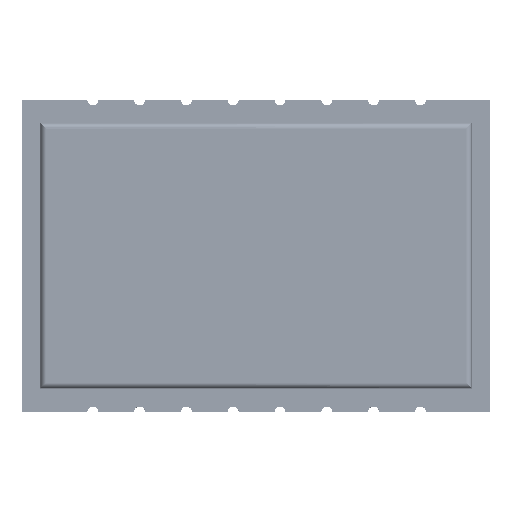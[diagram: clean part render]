
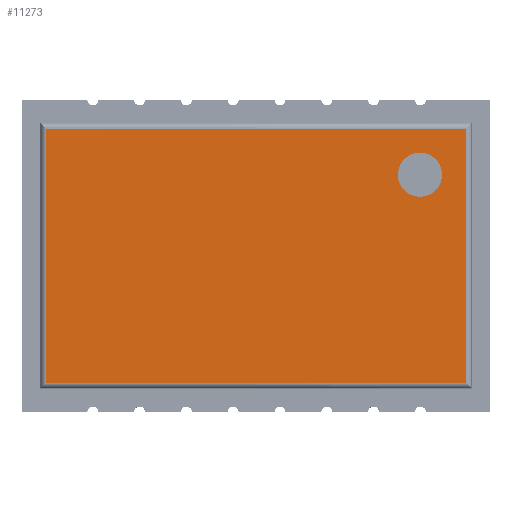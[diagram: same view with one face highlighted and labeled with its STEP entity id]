
A CAD part, top view. The second image highlights one B-rep face of the part: STEP entity #11273.
In plain terms, the highlighted planar face has unit normal (0, 0, 1).
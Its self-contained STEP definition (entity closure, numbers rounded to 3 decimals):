
#1608=CIRCLE('',#34094,0.6);
#3073=LINE('',#84758,#5121);
#3074=LINE('',#84761,#5122);
#3075=LINE('',#84763,#5123);
#3076=LINE('',#84765,#5124);
#5121=VECTOR('',#39672,1.);
#5122=VECTOR('',#39673,1.);
#5123=VECTOR('',#39674,1.);
#5124=VECTOR('',#39675,1.);
#7739=PLANE('',#34096);
#11273=ADVANCED_FACE('',(#13730,#13731),#7739,.T.);
#13730=FACE_BOUND('',#16170,.T.);
#13731=FACE_BOUND('',#16171,.T.);
#16170=EDGE_LOOP('',(#22441,#22442,#22443,#22444));
#16171=EDGE_LOOP('',(#22445));
#22441=ORIENTED_EDGE('',*,*,#30260,.T.);
#22442=ORIENTED_EDGE('',*,*,#30261,.T.);
#22443=ORIENTED_EDGE('',*,*,#30262,.T.);
#22444=ORIENTED_EDGE('',*,*,#30263,.T.);
#22445=ORIENTED_EDGE('',*,*,#30259,.F.);
#26649=VERTEX_POINT('',#84756);
#26650=VERTEX_POINT('',#84759);
#26651=VERTEX_POINT('',#84760);
#26652=VERTEX_POINT('',#84762);
#26653=VERTEX_POINT('',#84764);
#30259=EDGE_CURVE('',#26649,#26649,#1608,.T.);
#30260=EDGE_CURVE('',#26650,#26651,#3073,.T.);
#30261=EDGE_CURVE('',#26651,#26652,#3074,.T.);
#30262=EDGE_CURVE('',#26652,#26653,#3075,.T.);
#30263=EDGE_CURVE('',#26653,#26650,#3076,.T.);
#34094=AXIS2_PLACEMENT_3D('',#84755,#39668,#39669);
#34096=AXIS2_PLACEMENT_3D('',#84766,#39676,#39677);
#39668=DIRECTION('',(0.,0.,1.));
#39669=DIRECTION('',(-1.,0.,0.));
#39672=DIRECTION('',(0.,-1.,0.));
#39673=DIRECTION('',(1.,0.,0.));
#39674=DIRECTION('',(0.,1.,0.));
#39675=DIRECTION('',(-1.,0.,0.));
#39676=DIRECTION('',(0.,0.,1.));
#39677=DIRECTION('',(1.,0.,0.));
#84755=CARTESIAN_POINT('',(4.45,2.2,3.25));
#84756=CARTESIAN_POINT('',(3.85,2.2,3.25));
#84758=CARTESIAN_POINT('',(-5.7,-3.6,3.25));
#84759=CARTESIAN_POINT('',(-5.7,3.45,3.25));
#84760=CARTESIAN_POINT('',(-5.7,-3.45,3.25));
#84761=CARTESIAN_POINT('',(5.85,-3.45,3.25));
#84762=CARTESIAN_POINT('',(5.7,-3.45,3.25));
#84763=CARTESIAN_POINT('',(5.7,3.6,3.25));
#84764=CARTESIAN_POINT('',(5.7,3.45,3.25));
#84765=CARTESIAN_POINT('',(-5.85,3.45,3.25));
#84766=CARTESIAN_POINT('',(4.45,2.2,3.25));
